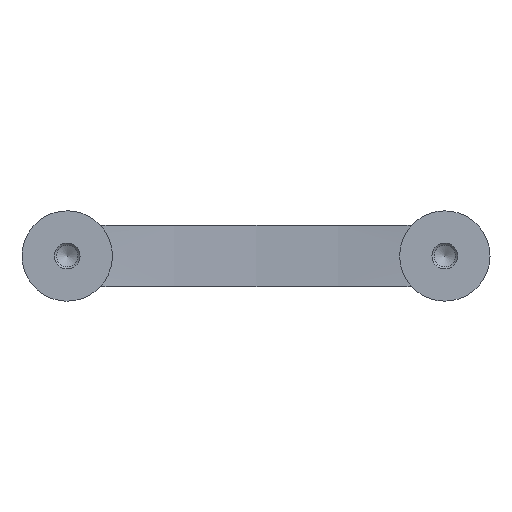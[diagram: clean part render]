
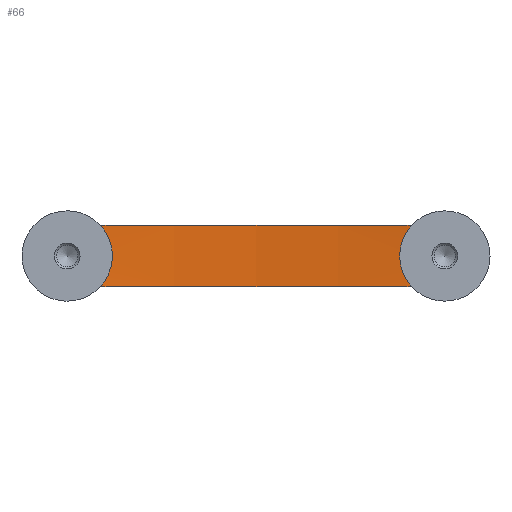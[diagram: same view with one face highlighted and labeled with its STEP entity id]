
A CAD part, front view. The second image highlights one B-rep face of the part: STEP entity #66.
In plain terms, the highlighted cylindrical face has radius 397.855 mm (diameter 795.71 mm), a partial arc.
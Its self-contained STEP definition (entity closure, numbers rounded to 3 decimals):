
#66 = ADVANCED_FACE( '', ( #137 ), #138, .F. );
#137 = FACE_OUTER_BOUND( '', #202, .T. );
#138 = CYLINDRICAL_SURFACE( '', #203, 397.855 );
#202 = EDGE_LOOP( '', ( #311, #312, #313, #314 ) );
#203 = AXIS2_PLACEMENT_3D( '', #315, #316, #317 );
#311 = ORIENTED_EDGE( '', *, *, #367, .F. );
#312 = ORIENTED_EDGE( '', *, *, #349, .T. );
#313 = ORIENTED_EDGE( '', *, *, #362, .T. );
#314 = ORIENTED_EDGE( '', *, *, #357, .F. );
#315 = CARTESIAN_POINT( '', ( 72.5, -364.255, 9.5 ) );
#316 = DIRECTION( '', ( 0., 0., 1. ) );
#317 = DIRECTION( '', ( -1., 0., 0. ) );
#349 = EDGE_CURVE( '', #405, #403, #406, .T. );
#357 = EDGE_CURVE( '', #415, #417, #418, .T. );
#362 = EDGE_CURVE( '', #403, #417, #424, .T. );
#367 = EDGE_CURVE( '', #405, #415, #430, .T. );
#403 = VERTEX_POINT( '', #607 );
#405 = VERTEX_POINT( '', #612 );
#406 = B_SPLINE_CURVE_WITH_KNOTS( '', 3, ( #613, #614, #615, #616, #617, #618, #619, #620, #621, #622, #623, #624, #625, #626, #627, #628, #629, #630, #631, #632, #633, #634, #635, #636, #637, #638, #639 ), .UNSPECIFIED., .F., .F., ( 4, 2, 2, 2, 2, 2, 2, 2, 2, 2, 2, 1, 2, 4 ), ( 0., 0.003, 0.004, 0.005, 0.008, 0.009, 0.011, 0.012, 0.013, 0.016, 0.017, 0.019, 0.02, 0.022 ), .UNSPECIFIED. );
#415 = VERTEX_POINT( '', #651 );
#417 = VERTEX_POINT( '', #656 );
#418 = B_SPLINE_CURVE_WITH_KNOTS( '', 3, ( #657, #658, #659, #660, #661, #662, #663, #664, #665, #666, #667, #668, #669, #670, #671, #672, #673, #674, #675, #676, #677, #678, #679, #680, #681, #682, #683 ), .UNSPECIFIED., .F., .F., ( 4, 2, 2, 2, 2, 2, 2, 2, 2, 2, 2, 1, 2, 4 ), ( 0., 0.003, 0.004, 0.005, 0.008, 0.009, 0.011, 0.012, 0.013, 0.016, 0.017, 0.019, 0.02, 0.022 ), .UNSPECIFIED. );
#424 = CIRCLE( '', #692, 397.855 );
#430 = CIRCLE( '', #698, 397.855 );
#607 = CARTESIAN_POINT( '', ( 123.018, 30.38, 9.5 ) );
#612 = CARTESIAN_POINT( '', ( 123.018, 30.38, -9.5 ) );
#613 = CARTESIAN_POINT( '', ( 123.018, 30.38, -9.5 ) );
#614 = CARTESIAN_POINT( '', ( 122.328, 30.468, -8.914 ) );
#615 = CARTESIAN_POINT( '', ( 121.712, 30.545, -8.263 ) );
#616 = CARTESIAN_POINT( '', ( 120.898, 30.645, -7.195 ) );
#617 = CARTESIAN_POINT( '', ( 120.645, 30.676, -6.823 ) );
#618 = CARTESIAN_POINT( '', ( 120.177, 30.733, -6.046 ) );
#619 = CARTESIAN_POINT( '', ( 119.964, 30.759, -5.646 ) );
#620 = CARTESIAN_POINT( '', ( 119.398, 30.826, -4.424 ) );
#621 = CARTESIAN_POINT( '', ( 119.11, 30.86, -3.574 ) );
#622 = CARTESIAN_POINT( '', ( 118.816, 30.895, -2.246 ) );
#623 = CARTESIAN_POINT( '', ( 118.742, 30.904, -1.797 ) );
#624 = CARTESIAN_POINT( '', ( 118.645, 30.915, -0.902 ) );
#625 = CARTESIAN_POINT( '', ( 118.621, 30.918, -0.454 ) );
#626 = CARTESIAN_POINT( '', ( 118.62, 30.918, 0.444 ) );
#627 = CARTESIAN_POINT( '', ( 118.644, 30.915, 0.893 ) );
#628 = CARTESIAN_POINT( '', ( 118.742, 30.904, 1.793 ) );
#629 = CARTESIAN_POINT( '', ( 118.816, 30.895, 2.243 ) );
#630 = CARTESIAN_POINT( '', ( 119.107, 30.861, 3.563 ) );
#631 = CARTESIAN_POINT( '', ( 119.393, 30.827, 4.413 ) );
#632 = CARTESIAN_POINT( '', ( 119.962, 30.759, 5.642 ) );
#633 = CARTESIAN_POINT( '', ( 120.176, 30.733, 6.045 ) );
#634 = CARTESIAN_POINT( '', ( 120.641, 30.677, 6.816 ) );
#635 = CARTESIAN_POINT( '', ( 121.145, 30.615, 7.558 ) );
#636 = CARTESIAN_POINT( '', ( 121.725, 30.543, 8.241 ) );
#637 = CARTESIAN_POINT( '', ( 122.343, 30.466, 8.894 ) );
#638 = CARTESIAN_POINT( '', ( 122.673, 30.424, 9.207 ) );
#639 = CARTESIAN_POINT( '', ( 123.018, 30.38, 9.5 ) );
#651 = CARTESIAN_POINT( '', ( 21.982, 30.38, -9.5 ) );
#656 = CARTESIAN_POINT( '', ( 21.982, 30.38, 9.5 ) );
#657 = CARTESIAN_POINT( '', ( 21.982, 30.38, -9.5 ) );
#658 = CARTESIAN_POINT( '', ( 22.672, 30.468, -8.914 ) );
#659 = CARTESIAN_POINT( '', ( 23.288, 30.545, -8.263 ) );
#660 = CARTESIAN_POINT( '', ( 24.102, 30.645, -7.195 ) );
#661 = CARTESIAN_POINT( '', ( 24.355, 30.676, -6.823 ) );
#662 = CARTESIAN_POINT( '', ( 24.823, 30.733, -6.046 ) );
#663 = CARTESIAN_POINT( '', ( 25.036, 30.759, -5.646 ) );
#664 = CARTESIAN_POINT( '', ( 25.602, 30.826, -4.424 ) );
#665 = CARTESIAN_POINT( '', ( 25.89, 30.86, -3.574 ) );
#666 = CARTESIAN_POINT( '', ( 26.184, 30.895, -2.246 ) );
#667 = CARTESIAN_POINT( '', ( 26.258, 30.904, -1.797 ) );
#668 = CARTESIAN_POINT( '', ( 26.355, 30.915, -0.902 ) );
#669 = CARTESIAN_POINT( '', ( 26.379, 30.918, -0.454 ) );
#670 = CARTESIAN_POINT( '', ( 26.38, 30.918, 0.444 ) );
#671 = CARTESIAN_POINT( '', ( 26.356, 30.915, 0.893 ) );
#672 = CARTESIAN_POINT( '', ( 26.258, 30.904, 1.793 ) );
#673 = CARTESIAN_POINT( '', ( 26.184, 30.895, 2.243 ) );
#674 = CARTESIAN_POINT( '', ( 25.893, 30.861, 3.563 ) );
#675 = CARTESIAN_POINT( '', ( 25.607, 30.827, 4.413 ) );
#676 = CARTESIAN_POINT( '', ( 25.038, 30.759, 5.642 ) );
#677 = CARTESIAN_POINT( '', ( 24.824, 30.733, 6.045 ) );
#678 = CARTESIAN_POINT( '', ( 24.359, 30.677, 6.816 ) );
#679 = CARTESIAN_POINT( '', ( 23.855, 30.615, 7.558 ) );
#680 = CARTESIAN_POINT( '', ( 23.275, 30.543, 8.241 ) );
#681 = CARTESIAN_POINT( '', ( 22.657, 30.466, 8.894 ) );
#682 = CARTESIAN_POINT( '', ( 22.327, 30.424, 9.207 ) );
#683 = CARTESIAN_POINT( '', ( 21.982, 30.38, 9.5 ) );
#692 = AXIS2_PLACEMENT_3D( '', #739, #740, #741 );
#698 = AXIS2_PLACEMENT_3D( '', #745, #746, #747 );
#739 = CARTESIAN_POINT( '', ( 72.5, -364.255, 9.5 ) );
#740 = DIRECTION( '', ( 0., 0., 1. ) );
#741 = DIRECTION( '', ( 1., 0., 0. ) );
#745 = CARTESIAN_POINT( '', ( 72.5, -364.255, -9.5 ) );
#746 = DIRECTION( '', ( 0., 0., 1. ) );
#747 = DIRECTION( '', ( 1., 0., 0. ) );
